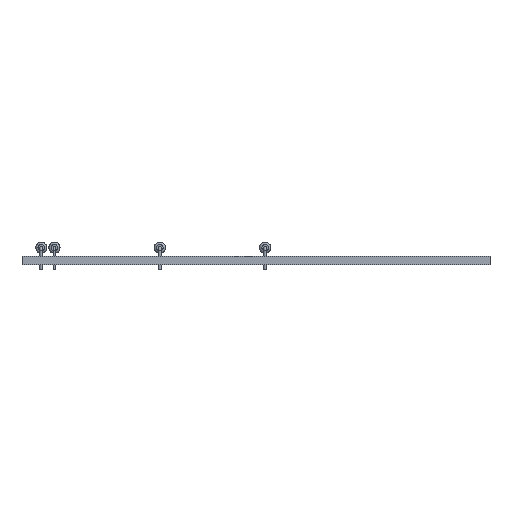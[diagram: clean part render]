
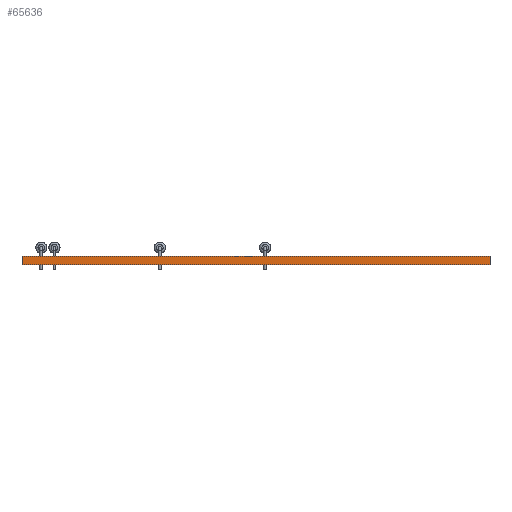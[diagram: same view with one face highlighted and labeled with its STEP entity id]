
A CAD part, front view. The second image highlights one B-rep face of the part: STEP entity #65636.
In plain terms, the highlighted planar face has unit normal (0, -1, 0).
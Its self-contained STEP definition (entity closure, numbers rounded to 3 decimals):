
#65636 = ADVANCED_FACE('',(#65637),#65671,.T.);
#65637 = FACE_BOUND('',#65638,.T.);
#65638 = EDGE_LOOP('',(#65639,#65649,#65657,#65665));
#65639 = ORIENTED_EDGE('',*,*,#65640,.T.);
#65640 = EDGE_CURVE('',#65641,#65643,#65645,.T.);
#65641 = VERTEX_POINT('',#65642);
#65642 = CARTESIAN_POINT('',(150.19,-178.594,0.));
#65643 = VERTEX_POINT('',#65644);
#65644 = CARTESIAN_POINT('',(150.19,-178.594,1.51));
#65645 = LINE('',#65646,#65647);
#65646 = CARTESIAN_POINT('',(150.19,-178.594,0.));
#65647 = VECTOR('',#65648,1.);
#65648 = DIRECTION('',(0.,0.,1.));
#65649 = ORIENTED_EDGE('',*,*,#65650,.T.);
#65650 = EDGE_CURVE('',#65643,#65651,#65653,.T.);
#65651 = VERTEX_POINT('',#65652);
#65652 = CARTESIAN_POINT('',(65.57,-178.594,1.51));
#65653 = LINE('',#65654,#65655);
#65654 = CARTESIAN_POINT('',(150.19,-178.594,1.51));
#65655 = VECTOR('',#65656,1.);
#65656 = DIRECTION('',(-1.,0.,0.));
#65657 = ORIENTED_EDGE('',*,*,#65658,.F.);
#65658 = EDGE_CURVE('',#65659,#65651,#65661,.T.);
#65659 = VERTEX_POINT('',#65660);
#65660 = CARTESIAN_POINT('',(65.57,-178.594,0.));
#65661 = LINE('',#65662,#65663);
#65662 = CARTESIAN_POINT('',(65.57,-178.594,0.));
#65663 = VECTOR('',#65664,1.);
#65664 = DIRECTION('',(0.,0.,1.));
#65665 = ORIENTED_EDGE('',*,*,#65666,.F.);
#65666 = EDGE_CURVE('',#65641,#65659,#65667,.T.);
#65667 = LINE('',#65668,#65669);
#65668 = CARTESIAN_POINT('',(150.19,-178.594,0.));
#65669 = VECTOR('',#65670,1.);
#65670 = DIRECTION('',(-1.,0.,0.));
#65671 = PLANE('',#65672);
#65672 = AXIS2_PLACEMENT_3D('',#65673,#65674,#65675);
#65673 = CARTESIAN_POINT('',(150.19,-178.594,0.));
#65674 = DIRECTION('',(0.,-1.,0.));
#65675 = DIRECTION('',(-1.,0.,0.));
